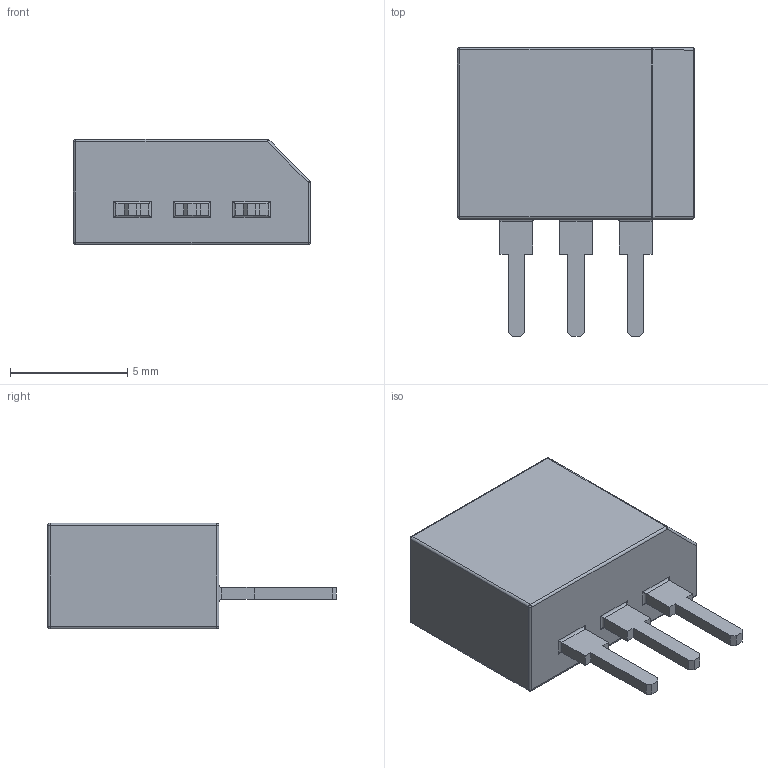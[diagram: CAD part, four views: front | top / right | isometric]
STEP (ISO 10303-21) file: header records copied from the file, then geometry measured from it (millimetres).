
FILE_DESCRIPTION (( 'STEP AP214' ), '1' );
FILE_NAME ('TO202-3.STEP', '2021-02-03T16:16:19', ( 'Elessar' ), ( '' ), 'SwSTEP 2.0', 'SolidWorks 2018', '' );
FILE_SCHEMA (( 'AUTOMOTIVE_DESIGN' ));
Length unit declared in the file: millimetre
Products named in the file (1): TO202-3
Bounding box: 10.1 x 12.3 x 4.5 mm (x, y, z)
Volume: 326.7 mm3; surface area: 331.3 mm2
Topology: 1 solids, 1 shells, 77 faces, 184 edges, 102 vertices
Faces by surface type: plane 40, cylinder 27, sphere 10
Entity records: 2600 total; most frequent: CARTESIAN_POINT 390, DIRECTION 348, ORIENTED_EDGE 348, EDGE_CURVE 174, VECTOR 132, LINE 132, AXIS2_PLACEMENT_3D 108, VERTEX_POINT 102
